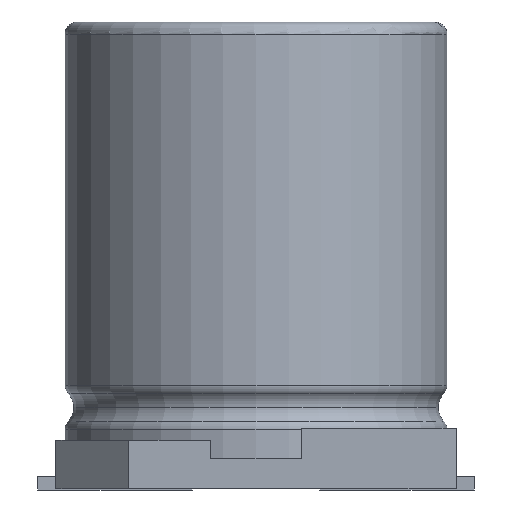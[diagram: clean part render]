
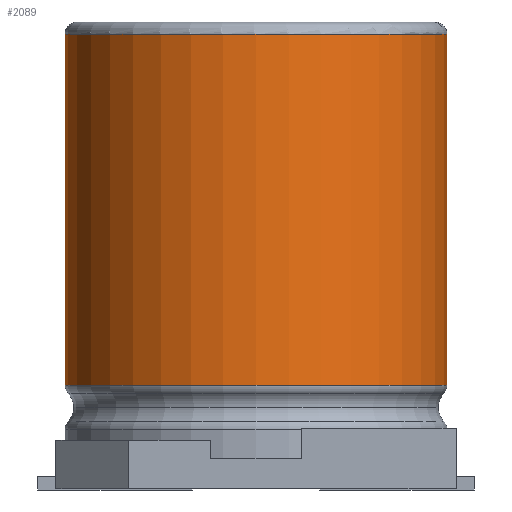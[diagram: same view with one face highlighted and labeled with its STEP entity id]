
A CAD part, front view. The second image highlights one B-rep face of the part: STEP entity #2089.
In plain terms, the highlighted cylindrical face has radius 3.15 mm (diameter 6.3 mm), a partial arc.
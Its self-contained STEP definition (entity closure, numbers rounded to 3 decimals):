
#105 = CARTESIAN_POINT ( 'NONE',  ( -3.15, 0., 7.52 ) ) ;
#379 = VERTEX_POINT ( 'NONE', #1619 ) ;
#431 = VECTOR ( 'NONE', #1322, 1000. ) ;
#437 = CARTESIAN_POINT ( 'NONE',  ( 0., 0., 24.33 ) ) ;
#484 = VERTEX_POINT ( 'NONE', #584 ) ;
#536 = AXIS2_PLACEMENT_3D ( 'NONE', #1258, #2326, #2492 ) ;
#584 = CARTESIAN_POINT ( 'NONE',  ( -3.15, 0., 1.727 ) ) ;
#908 = CYLINDRICAL_SURFACE ( 'NONE', #2047, 3.15 ) ;
#924 = VECTOR ( 'NONE', #2092, 1000. ) ;
#962 = CARTESIAN_POINT ( 'NONE',  ( 3.15, 0., 1.727 ) ) ;
#1078 = EDGE_CURVE ( 'NONE', #379, #1838, #2761, .T. ) ;
#1164 = AXIS2_PLACEMENT_3D ( 'NONE', #1927, #1971, #2177 ) ;
#1248 = CARTESIAN_POINT ( 'NONE',  ( 3.15, 0., 24.33 ) ) ;
#1258 = CARTESIAN_POINT ( 'NONE',  ( 0., 0., 7.52 ) ) ;
#1322 = DIRECTION ( 'NONE',  ( 0., 0., -1. ) ) ;
#1501 = CARTESIAN_POINT ( 'NONE',  ( -3.15, 0., 24.33 ) ) ;
#1541 = DIRECTION ( 'NONE',  ( 0., 0., -1. ) ) ;
#1619 = CARTESIAN_POINT ( 'NONE',  ( 3.15, 0., 7.52 ) ) ;
#1711 = FACE_OUTER_BOUND ( 'NONE', #2233, .T. ) ;
#1731 = ORIENTED_EDGE ( 'NONE', *, *, #2535, .T. ) ;
#1762 = DIRECTION ( 'NONE',  ( 1., 0., 0. ) ) ;
#1838 = VERTEX_POINT ( 'NONE', #962 ) ;
#1884 = ORIENTED_EDGE ( 'NONE', *, *, #2297, .T. ) ;
#1927 = CARTESIAN_POINT ( 'NONE',  ( 0., 0., 1.727 ) ) ;
#1971 = DIRECTION ( 'NONE',  ( 0., 0., 1. ) ) ;
#2013 = ORIENTED_EDGE ( 'NONE', *, *, #2597, .T. ) ;
#2047 = AXIS2_PLACEMENT_3D ( 'NONE', #437, #1541, #1762 ) ;
#2089 = ADVANCED_FACE ( 'NONE', ( #1711 ), #908, .T. ) ;
#2092 = DIRECTION ( 'NONE',  ( 0., 0., -1. ) ) ;
#2102 = CIRCLE ( 'NONE', #1164, 3.15 ) ;
#2177 = DIRECTION ( 'NONE',  ( 1., 0., 0. ) ) ;
#2233 = EDGE_LOOP ( 'NONE', ( #1731, #2013, #1884, #2565 ) ) ;
#2297 = EDGE_CURVE ( 'NONE', #484, #1838, #2102, .T. ) ;
#2326 = DIRECTION ( 'NONE',  ( 0., 0., -1. ) ) ;
#2492 = DIRECTION ( 'NONE',  ( -1., 0., 0. ) ) ;
#2508 = VERTEX_POINT ( 'NONE', #105 ) ;
#2535 = EDGE_CURVE ( 'NONE', #379, #2508, #2694, .T. ) ;
#2565 = ORIENTED_EDGE ( 'NONE', *, *, #1078, .F. ) ;
#2585 = LINE ( 'NONE', #1501, #431 ) ;
#2597 = EDGE_CURVE ( 'NONE', #2508, #484, #2585, .T. ) ;
#2694 = CIRCLE ( 'NONE', #536, 3.15 ) ;
#2761 = LINE ( 'NONE', #1248, #924 ) ;
